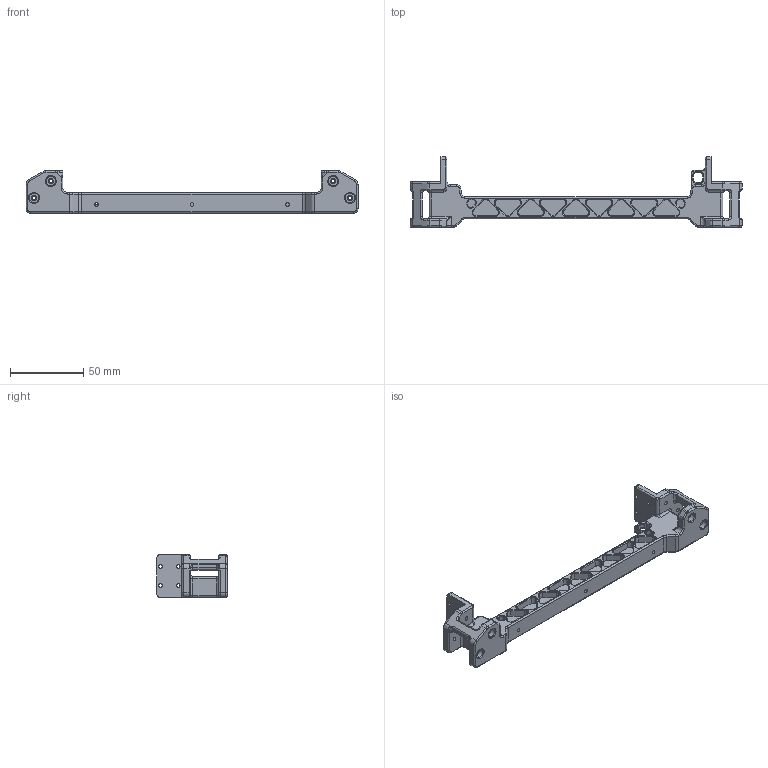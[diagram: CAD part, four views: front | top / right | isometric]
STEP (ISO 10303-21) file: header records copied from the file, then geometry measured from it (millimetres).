
FILE_DESCRIPTION (( 'STEP AP203' ), '1' );
FILE_NAME ('Gantry_X_Axis.STEP', '2023-04-26T11:34:24', ( '' ), ( '' ), 'SwSTEP 2.0', 'SolidWorks 2018', '' );
FILE_SCHEMA (( 'CONFIG_CONTROL_DESIGN' ));
Length unit declared in the file: millimetre
Products named in the file (1): Gantry_X_Axis
Bounding box: 226 x 47.8 x 28.9 mm (x, y, z)
Volume: 46246.2 mm3; surface area: 28593 mm2
Topology: 1 solids, 1 shells, 780 faces, 1855 edges, 1109 vertices
Faces by surface type: cylinder 309, plane 254, cone 108, torus 86, bspline 23
Entity records: 23128 total; most frequent: CARTESIAN_POINT 4609, DIRECTION 4136, ORIENTED_EDGE 3704, EDGE_CURVE 1852, AXIS2_PLACEMENT_3D 1581, VERTEX_POINT 1109, LINE 974, VECTOR 974
